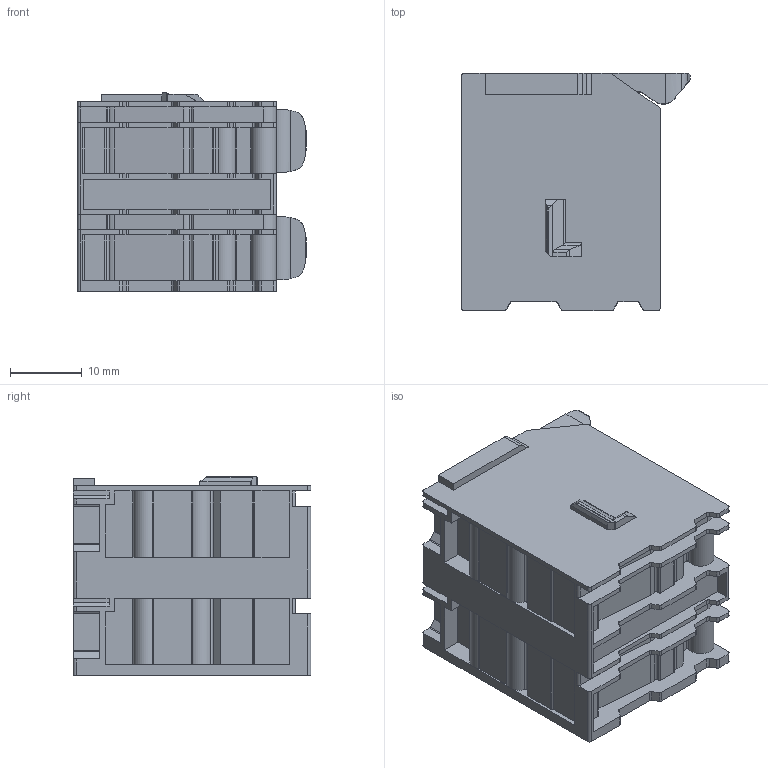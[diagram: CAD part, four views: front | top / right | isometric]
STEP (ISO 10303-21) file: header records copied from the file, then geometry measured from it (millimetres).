
FILE_DESCRIPTION(/* description */ ('STEP AP203'),/* implementation_level */ '2;1');
FILE_NAME(/* name */ '2616-1352',/* time_stamp */ '2023-12-20T11:58:29+01:00',/* author */ ('License CC BY-ND 4.0'),/* organization */ ('CADENAS'),/* preprocessor_version */ 'ST-DEVELOPER v19.3',/* originating_system */ 'PARTsolutions',/* authorisation */ ' ');
FILE_SCHEMA (('CONFIG_CONTROL_DESIGN'));
Length unit declared in the file: millimetre
Products named in the file (1): 2616-1352
Bounding box: 32 x 33.2 x 27.8 mm (x, y, z)
Volume: 21836.6 mm3; surface area: 7241.9 mm2
Topology: 1 solids, 1 shells, 492 faces, 1406 edges, 925 vertices
Faces by surface type: plane 280, cylinder 196, cone 16
Full cylindrical faces by diameter (mm): 2.2 x4
Entity records: 19583 total; most frequent: CARTESIAN_POINT 3020, ORIENTED_EDGE 2796, DIRECTION 2741, EDGE_CURVE 1398, LINE 929, VECTOR 929, VERTEX_POINT 921, AXIS2_PLACEMENT_3D 906
